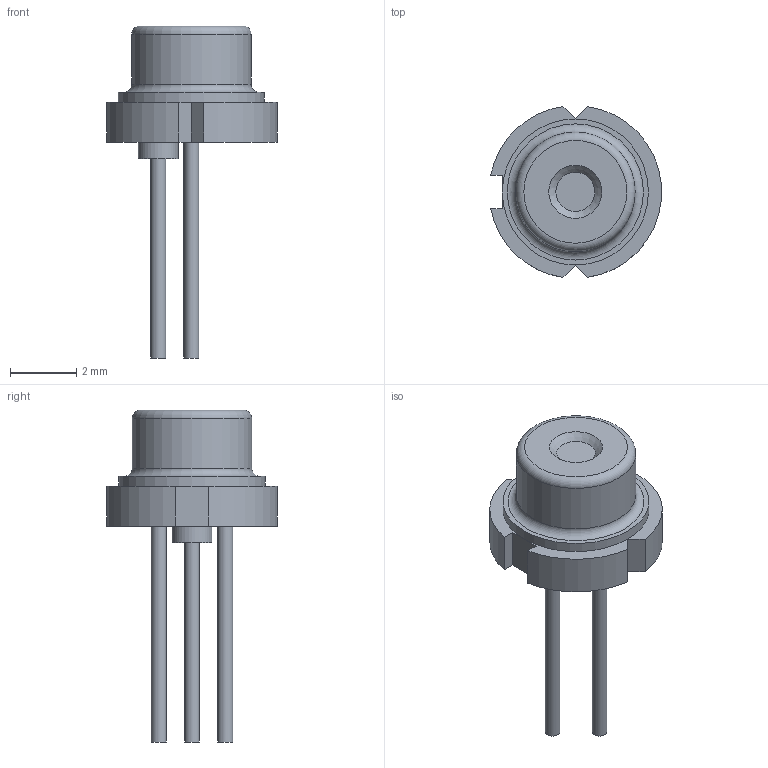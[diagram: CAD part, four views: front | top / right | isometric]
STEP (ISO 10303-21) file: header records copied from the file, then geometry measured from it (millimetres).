
FILE_DESCRIPTION(/* description */ ('','CAx-IF Rec.Pracs.---Representation and Presentation of Product Manufacturing Information (PMI)---4.0---2014-10-13'),/* implementation_level */ '2;1');
FILE_NAME(/* name */ 'CAN_φ5.6.stp',/* time_stamp */ '2020-03-16T11:37:32+08:00',/* author */ ('John'),/* organization */ (''),/* preprocessor_version */ 'ST-DEVELOPER v18',/* originating_system */ 'Autodesk Inventor 2020',/* authorisation */ '');
FILE_SCHEMA (('AP242_MANAGED_MODEL_BASED_3D_ENGINEERING_MIM_LF { 1 0 10303 442 1 1 4 }'));
Length unit declared in the file: millimetre
Products named in the file (1): CAN_φ5.6
Bounding box: 5.14 x 5.15 x 10 mm (x, y, z)
Volume: 52.9 mm3; surface area: 115.7 mm2
Topology: 1 solids, 1 shells, 30 faces, 95 edges, 88 vertices
Faces by surface type: plane 18, cylinder 9, torus 2, cone 1
Full cylindrical faces by diameter (mm): 0.45 x3, 1.2 x1, 3.6 x1, 4.4 x1
Entity records: 1193 total; most frequent: DIRECTION 216, CARTESIAN_POINT 209, ORIENTED_EDGE 146, AXIS2_PLACEMENT_3D 92, EDGE_CURVE 73, VERTEX_POINT 51, CIRCLE 48, EDGE_LOOP 36
